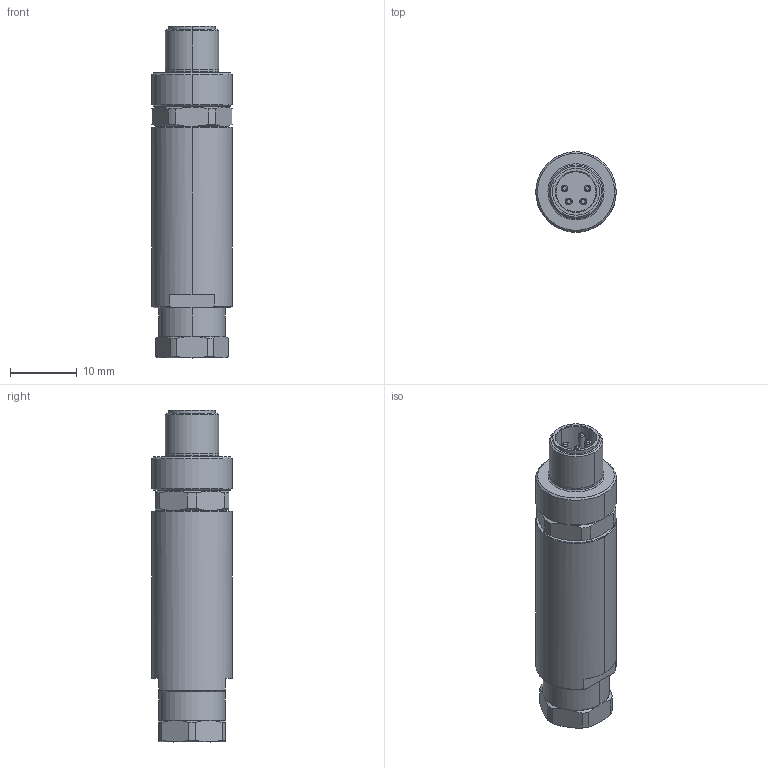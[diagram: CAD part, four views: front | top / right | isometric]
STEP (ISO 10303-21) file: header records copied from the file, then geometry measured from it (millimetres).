
FILE_DESCRIPTION(('SolidDesigner STEP Export'),'2;1');
FILE_NAME('1501265.stp','2008-11-14T11:27:29',(''),(''),'OneSpace Designer STEP processor for AP214 (Solid Model)','OneSpace Designer 14.50 18-Oct-2006 (C) CoCreate Software GmbH','');
FILE_SCHEMA(('AUTOMOTIVE_DESIGN { 1 0 10303 214 1 1 1 1 }'));
Length unit declared in the file: millimetre
Products named in the file (2): 1501265
Assembly tree (1 placements, depth 2):
  1501265
    1501265
Bounding box: 12 x 12 x 49.6 mm (x, y, z)
Volume: 4320.5 mm3; surface area: 2593.9 mm2
Topology: 1 solids, 1 shells, 164 faces, 412 edges, 267 vertices
Faces by surface type: cylinder 60, plane 54, cone 40, torus 10
Entity records: 4772 total; most frequent: CARTESIAN_POINT 875, ORIENTED_EDGE 824, DIRECTION 705, EDGE_CURVE 412, AXIS2_PLACEMENT_3D 279, VERTEX_POINT 267, EDGE_LOOP 181, FACE_OUTER_BOUND 164
